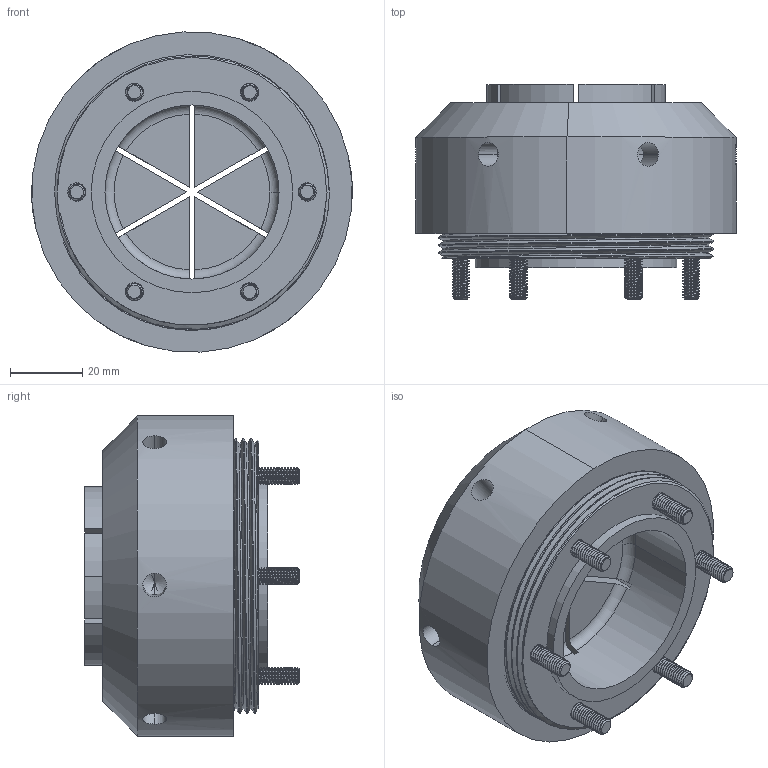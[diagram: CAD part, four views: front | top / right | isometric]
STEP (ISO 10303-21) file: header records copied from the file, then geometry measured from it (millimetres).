
FILE_DESCRIPTION (( 'STEP AP203' ), '1' );
FILE_NAME ('37200.STEP', '2020-03-23T16:10:05', ( 'Marc' ), ( 'Microsoft' ), 'SwSTEP 2.0', 'SolidWorks 2018', '' );
FILE_SCHEMA (( 'CONFIG_CONTROL_DESIGN' ));
Length unit declared in the file: inch
Products named in the file (4): 37250_default; 103278 SHCS_103278 SHCS; 37225_M10470; 37200
Assembly tree (8 placements, depth 2):
  37200
    37225_M10470
    37250_default
    103278 SHCS_103278 SHCS  x6
Bounding box: 88.9 x 59.56 x 88.76 mm (x, y, z)
Volume: 187088.2 mm3; surface area: 65083.3 mm2
Topology: 8 solids, 8 shells, 1023 faces, 2824 edges, 1832 vertices
Faces by surface type: cylinder 775, cone 112, plane 103, bspline 18, torus 15
Entity records: 17886 total; most frequent: CARTESIAN_POINT 10126, ORIENTED_EDGE 1714, DIRECTION 1333, EDGE_CURVE 857, VERTEX_POINT 557, AXIS2_PLACEMENT_3D 507, EDGE_LOOP 356, FACE_OUTER_BOUND 323
